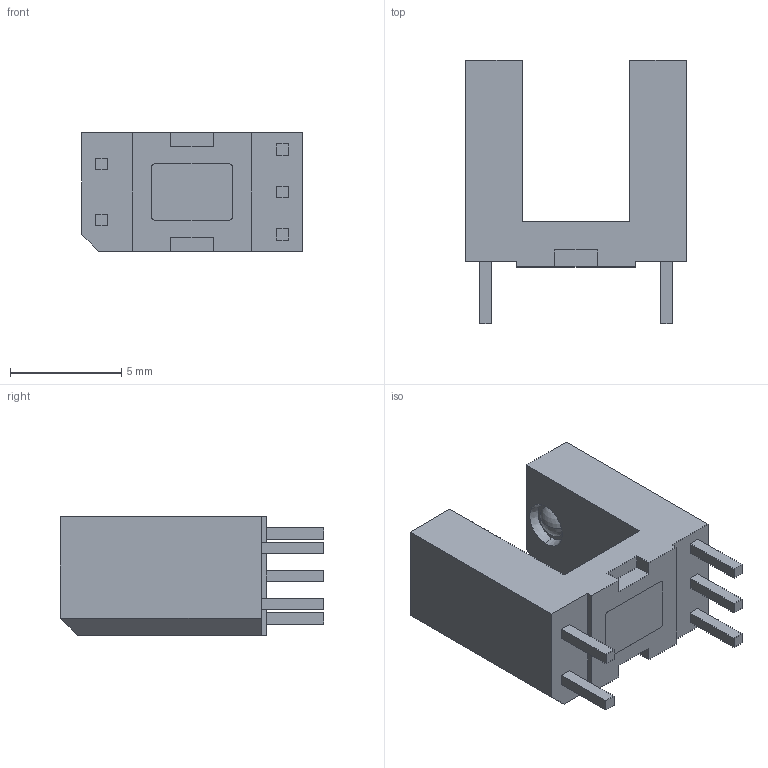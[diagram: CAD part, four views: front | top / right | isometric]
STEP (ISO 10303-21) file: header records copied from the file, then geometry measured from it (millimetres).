
FILE_DESCRIPTION (( 'STEP AP214' ), '1' );
FILE_NAME ('OPB625.STEP', '2019-08-26T14:13:57', ( '' ), ( '' ), 'SwSTEP 2.0', 'SolidWorks 2018', '' );
FILE_SCHEMA (( 'AUTOMOTIVE_DESIGN' ));
Length unit declared in the file: inch
Products named in the file (1): OPB625
Bounding box: 9.91 x 11.81 x 5.33 mm (x, y, z)
Volume: 293.6 mm3; surface area: 420 mm2
Topology: 1 solids, 1 shells, 69 faces, 172 edges, 115 vertices
Faces by surface type: plane 57, sphere 4, cone 4, cylinder 4
Entity records: 2403 total; most frequent: CARTESIAN_POINT 357, ORIENTED_EDGE 344, DIRECTION 336, EDGE_CURVE 172, LINE 148, VECTOR 148, VERTEX_POINT 115, AXIS2_PLACEMENT_3D 94
